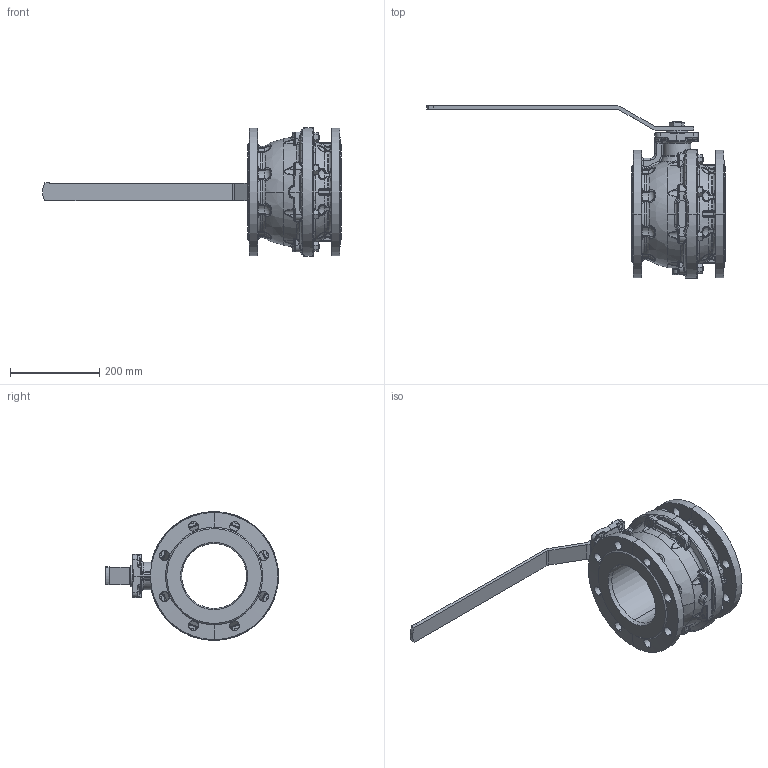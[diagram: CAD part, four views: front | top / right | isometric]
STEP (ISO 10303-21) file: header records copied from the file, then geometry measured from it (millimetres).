
FILE_DESCRIPTION (( 'STEP AP203' ), '1' );
FILE_NAME ('B2.DN150.STEP', '2011-12-15T10:58:49', ( ' ' ), ( '' ), 'SwSTEP 2.0', 'SolidWorks 2009', '' );
FILE_SCHEMA (( 'CONFIG_CONTROL_DESIGN' ));
Products named in the file (1): B2.DN150
Bounding box: 669 x 386.93 x 288 mm (x, y, z)
Volume: 6974111 mm3; surface area: 567330.6 mm2
Topology: 1 solids, 10 shells, 1574 faces, 3920 edges, 2282 vertices
Faces by surface type: bspline 600, cylinder 355, plane 257, cone 207, torus 133, sphere 22
Entity records: 76816 total; most frequent: CARTESIAN_POINT 45027, ORIENTED_EDGE 7626, DIRECTION 5391, EDGE_CURVE 3813, AXIS2_PLACEMENT_3D 2317, VERTEX_POINT 2268, EDGE_LOOP 1653, FACE_OUTER_BOUND 1574
